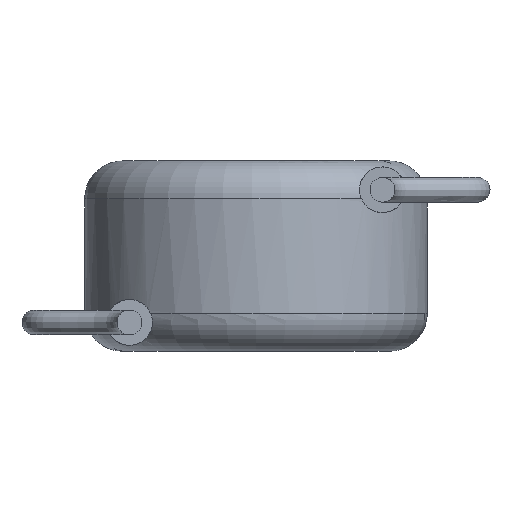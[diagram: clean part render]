
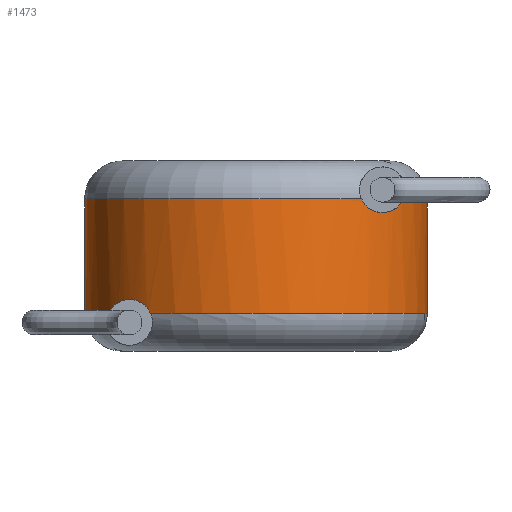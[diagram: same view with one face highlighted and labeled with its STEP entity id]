
A CAD part, front view. The second image highlights one B-rep face of the part: STEP entity #1473.
In plain terms, the highlighted cylindrical face has radius 4.5 mm (diameter 9 mm), a partial arc.
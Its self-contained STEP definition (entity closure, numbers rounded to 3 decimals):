
#84 = CARTESIAN_POINT ( 'NONE',  ( -3.321, -3.037, 1.358 ) ) ;
#192 = ORIENTED_EDGE ( 'NONE', *, *, #3216, .F. ) ;
#231 = AXIS2_PLACEMENT_3D ( 'NONE', #2681, #3006, #772 ) ;
#273 = CARTESIAN_POINT ( 'NONE',  ( 3.321, -3.037, 3.642 ) ) ;
#293 = CARTESIAN_POINT ( 'NONE',  ( 3.435, -2.912, 3.642 ) ) ;
#368 = CIRCLE ( 'NONE', #2198, 4.5 ) ;
#386 = VERTEX_POINT ( 'NONE', #2915 ) ;
#391 = EDGE_CURVE ( 'NONE', #2823, #3462, #1878, .T. ) ;
#501 = VERTEX_POINT ( 'NONE', #1304 ) ;
#508 = CARTESIAN_POINT ( 'NONE',  ( -4.5, 0., 5. ) ) ;
#538 = DIRECTION ( 'NONE',  ( -1., 0., 0. ) ) ;
#615 = EDGE_CURVE ( 'NONE', #501, #1457, #3644, .T. ) ;
#618 = AXIS2_PLACEMENT_3D ( 'NONE', #2577, #1975, #1350 ) ;
#671 = CARTESIAN_POINT ( 'NONE',  ( 3.224, -3.143, 3.642 ) ) ;
#699 = CARTESIAN_POINT ( 'NONE',  ( 3.321, -3.037, 3.642 ) ) ;
#748 = ORIENTED_EDGE ( 'NONE', *, *, #2449, .T. ) ;
#772 = DIRECTION ( 'NONE',  ( 1., 0., 0. ) ) ;
#807 = CARTESIAN_POINT ( 'NONE',  ( -3.321, -3.037, 1.358 ) ) ;
#841 = CARTESIAN_POINT ( 'NONE',  ( -3.119, -3.246, 1.334 ) ) ;
#849 = CARTESIAN_POINT ( 'NONE',  ( -3.87, -2.297, 1. ) ) ;
#924 = EDGE_CURVE ( 'NONE', #1278, #501, #1595, .T. ) ;
#927 = CARTESIAN_POINT ( 'NONE',  ( 2.772, -3.545, 4. ) ) ;
#966 = CARTESIAN_POINT ( 'NONE',  ( 3.87, -2.297, 4. ) ) ;
#1071 = DIRECTION ( 'NONE',  ( 0., 0., -1. ) ) ;
#1113 = EDGE_LOOP ( 'NONE', ( #3009, #3660, #192, #2361, #2509, #3057, #3790, #1507, #1179, #748 ) ) ;
#1150 = DIRECTION ( 'NONE',  ( 0., 0., -1. ) ) ;
#1179 = ORIENTED_EDGE ( 'NONE', *, *, #1967, .F. ) ;
#1186 = CARTESIAN_POINT ( 'NONE',  ( 0., 0., 1. ) ) ;
#1201 = VERTEX_POINT ( 'NONE', #273 ) ;
#1211 = CARTESIAN_POINT ( 'NONE',  ( -3.321, -3.037, 1.358 ) ) ;
#1251 = B_SPLINE_CURVE_WITH_KNOTS ( 'NONE', 3,
 ( #1295, #293, #4148, #3838, #1577, #2537, #1258, #966 ),
 .UNSPECIFIED., .F., .F.,
 ( 4, 2, 2, 4 ),
 ( 0.003, 0.004, 0.004, 0.004 ),
 .UNSPECIFIED. ) ;
#1258 = CARTESIAN_POINT ( 'NONE',  ( 3.841, -2.344, 3.936 ) ) ;
#1259 = CARTESIAN_POINT ( 'NONE',  ( 2.923, -3.424, 3.779 ) ) ;
#1278 = VERTEX_POINT ( 'NONE', #3007 ) ;
#1289 = AXIS2_PLACEMENT_3D ( 'NONE', #2453, #3419, #538 ) ;
#1295 = CARTESIAN_POINT ( 'NONE',  ( 3.321, -3.037, 3.642 ) ) ;
#1304 = CARTESIAN_POINT ( 'NONE',  ( -4.5, 0., 1. ) ) ;
#1350 = DIRECTION ( 'NONE',  ( 1., 0., 0. ) ) ;
#1410 = B_SPLINE_CURVE_WITH_KNOTS ( 'NONE', 3,
 ( #927, #3146, #1259, #1578, #671, #699 ),
 .UNSPECIFIED., .F., .F.,
 ( 4, 2, 4 ),
 ( 0.002, 0.003, 0.003 ),
 .UNSPECIFIED. ) ;
#1457 = VERTEX_POINT ( 'NONE', #849 ) ;
#1473 = ADVANCED_FACE ( 'NONE', ( #2237 ), #1911, .T. ) ;
#1486 = CARTESIAN_POINT ( 'NONE',  ( -3.541, -2.781, 1.327 ) ) ;
#1502 = DIRECTION ( 'NONE',  ( 1., 0., 0. ) ) ;
#1507 = ORIENTED_EDGE ( 'NONE', *, *, #2385, .F. ) ;
#1577 = CARTESIAN_POINT ( 'NONE',  ( 3.726, -2.524, 3.796 ) ) ;
#1578 = CARTESIAN_POINT ( 'NONE',  ( 3.119, -3.246, 3.666 ) ) ;
#1592 = DIRECTION ( 'NONE',  ( 0., 0., -1. ) ) ;
#1595 = LINE ( 'NONE', #508, #1827 ) ;
#1681 = CARTESIAN_POINT ( 'NONE',  ( -2.828, -3.501, 1.127 ) ) ;
#1827 = VECTOR ( 'NONE', #1150, 1000. ) ;
#1846 = B_SPLINE_CURVE_WITH_KNOTS ( 'NONE', 3,
 ( #2966, #1681, #1998, #841, #3395, #807 ),
 .UNSPECIFIED., .F., .F.,
 ( 4, 2, 4 ),
 ( 0.002, 0.003, 0.003 ),
 .UNSPECIFIED. ) ;
#1878 = CIRCLE ( 'NONE', #231, 4.5 ) ;
#1911 = CYLINDRICAL_SURFACE ( 'NONE', #1289, 4.5 ) ;
#1937 = VERTEX_POINT ( 'NONE', #3598 ) ;
#1946 = EDGE_CURVE ( 'NONE', #2823, #386, #3492, .T. ) ;
#1947 = CARTESIAN_POINT ( 'NONE',  ( 0., 0., 4. ) ) ;
#1967 = EDGE_CURVE ( 'NONE', #3574, #2168, #1846, .T. ) ;
#1975 = DIRECTION ( 'NONE',  ( 0., 0., 1. ) ) ;
#1984 = CARTESIAN_POINT ( 'NONE',  ( 4.5, 0., 5. ) ) ;
#1998 = CARTESIAN_POINT ( 'NONE',  ( -2.923, -3.424, 1.221 ) ) ;
#2070 = AXIS2_PLACEMENT_3D ( 'NONE', #1186, #3415, #1502 ) ;
#2137 = CARTESIAN_POINT ( 'NONE',  ( -2.772, -3.545, 1. ) ) ;
#2163 = B_SPLINE_CURVE_WITH_KNOTS ( 'NONE', 3,
 ( #1211, #3751, #1486, #2794, #2743, #3435, #3095, #3719 ),
 .UNSPECIFIED., .F., .F.,
 ( 4, 2, 2, 4 ),
 ( 0.003, 0.004, 0.004, 0.004 ),
 .UNSPECIFIED. ) ;
#2168 = VERTEX_POINT ( 'NONE', #84 ) ;
#2198 = AXIS2_PLACEMENT_3D ( 'NONE', #1947, #1592, #3839 ) ;
#2237 = FACE_OUTER_BOUND ( 'NONE', #1113, .T. ) ;
#2361 = ORIENTED_EDGE ( 'NONE', *, *, #2889, .F. ) ;
#2385 = EDGE_CURVE ( 'NONE', #2168, #1457, #2163, .T. ) ;
#2434 = CIRCLE ( 'NONE', #2070, 4.5 ) ;
#2449 = EDGE_CURVE ( 'NONE', #3574, #386, #2434, .T. ) ;
#2453 = CARTESIAN_POINT ( 'NONE',  ( 0., 0., 5. ) ) ;
#2509 = ORIENTED_EDGE ( 'NONE', *, *, #3008, .T. ) ;
#2537 = CARTESIAN_POINT ( 'NONE',  ( 3.806, -2.403, 3.884 ) ) ;
#2577 = CARTESIAN_POINT ( 'NONE',  ( 0., 0., 1. ) ) ;
#2681 = CARTESIAN_POINT ( 'NONE',  ( 0., 0., 4. ) ) ;
#2743 = CARTESIAN_POINT ( 'NONE',  ( -3.726, -2.524, 1.204 ) ) ;
#2794 = CARTESIAN_POINT ( 'NONE',  ( -3.682, -2.588, 1.24 ) ) ;
#2813 = CARTESIAN_POINT ( 'NONE',  ( 4.5, 0., 4. ) ) ;
#2823 = VERTEX_POINT ( 'NONE', #2813 ) ;
#2889 = EDGE_CURVE ( 'NONE', #1937, #1201, #1410, .T. ) ;
#2915 = CARTESIAN_POINT ( 'NONE',  ( 4.5, 0., 1. ) ) ;
#2966 = CARTESIAN_POINT ( 'NONE',  ( -2.772, -3.545, 1. ) ) ;
#3006 = DIRECTION ( 'NONE',  ( 0., 0., -1. ) ) ;
#3007 = CARTESIAN_POINT ( 'NONE',  ( -4.5, 0., 4. ) ) ;
#3008 = EDGE_CURVE ( 'NONE', #1937, #1278, #368, .T. ) ;
#3009 = ORIENTED_EDGE ( 'NONE', *, *, #1946, .F. ) ;
#3035 = CARTESIAN_POINT ( 'NONE',  ( 3.87, -2.297, 4. ) ) ;
#3057 = ORIENTED_EDGE ( 'NONE', *, *, #924, .T. ) ;
#3095 = CARTESIAN_POINT ( 'NONE',  ( -3.841, -2.344, 1.064 ) ) ;
#3146 = CARTESIAN_POINT ( 'NONE',  ( 2.828, -3.501, 3.873 ) ) ;
#3216 = EDGE_CURVE ( 'NONE', #1201, #3462, #1251, .T. ) ;
#3395 = CARTESIAN_POINT ( 'NONE',  ( -3.224, -3.143, 1.358 ) ) ;
#3415 = DIRECTION ( 'NONE',  ( 0., 0., 1. ) ) ;
#3419 = DIRECTION ( 'NONE',  ( 0., 0., -1. ) ) ;
#3435 = CARTESIAN_POINT ( 'NONE',  ( -3.806, -2.403, 1.116 ) ) ;
#3462 = VERTEX_POINT ( 'NONE', #3035 ) ;
#3492 = LINE ( 'NONE', #1984, #3991 ) ;
#3574 = VERTEX_POINT ( 'NONE', #2137 ) ;
#3598 = CARTESIAN_POINT ( 'NONE',  ( 2.772, -3.545, 4. ) ) ;
#3644 = CIRCLE ( 'NONE', #618, 4.5 ) ;
#3660 = ORIENTED_EDGE ( 'NONE', *, *, #391, .T. ) ;
#3719 = CARTESIAN_POINT ( 'NONE',  ( -3.87, -2.297, 1. ) ) ;
#3751 = CARTESIAN_POINT ( 'NONE',  ( -3.435, -2.912, 1.358 ) ) ;
#3790 = ORIENTED_EDGE ( 'NONE', *, *, #615, .T. ) ;
#3838 = CARTESIAN_POINT ( 'NONE',  ( 3.682, -2.588, 3.76 ) ) ;
#3839 = DIRECTION ( 'NONE',  ( 1., 0., 0. ) ) ;
#3991 = VECTOR ( 'NONE', #1071, 1000. ) ;
#4148 = CARTESIAN_POINT ( 'NONE',  ( 3.541, -2.781, 3.673 ) ) ;
